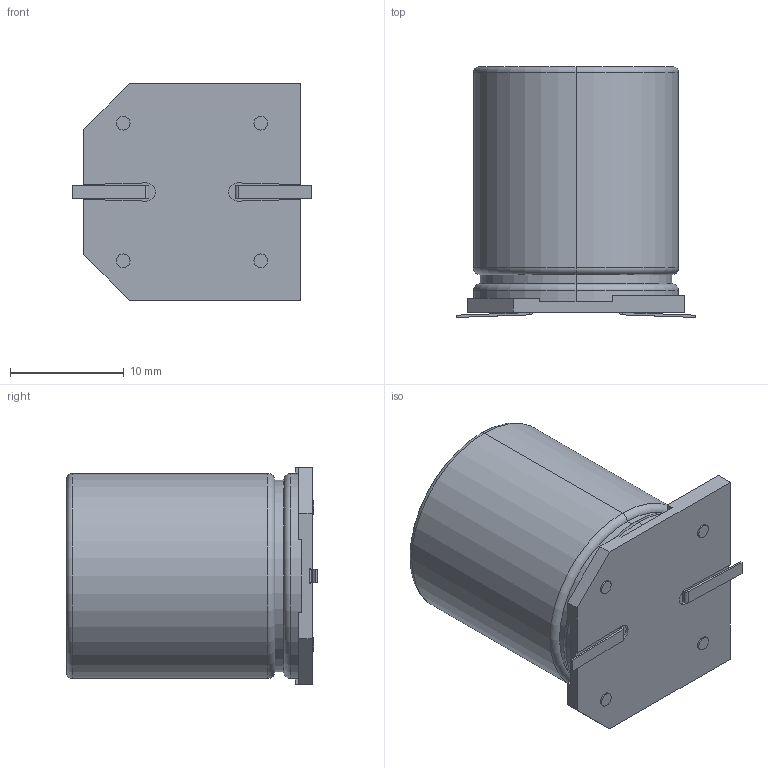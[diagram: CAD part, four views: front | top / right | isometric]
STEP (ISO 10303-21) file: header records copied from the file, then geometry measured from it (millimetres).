
FILE_DESCRIPTION (( 'STEP AP214' ), '1' );
FILE_NAME ('EEV-EB2D101M.STEP', '2019-06-13T05:16:32', ( '' ), ( '' ), 'SwSTEP 2.0', 'SolidWorks 2017', '' );
FILE_SCHEMA (( 'AUTOMOTIVE_DESIGN' ));
Length unit declared in the file: millimetre
Products named in the file (1): EEV-EB2D101M
Bounding box: 21 x 22 x 19 mm (x, y, z)
Volume: 5561.5 mm3; surface area: 2557.5 mm2
Topology: 5 solids, 5 shells, 101 faces, 232 edges, 146 vertices
Faces by surface type: plane 67, cylinder 28, torus 6
Entity records: 3002 total; most frequent: DIRECTION 500, CARTESIAN_POINT 480, ORIENTED_EDGE 464, EDGE_CURVE 232, LINE 168, VECTOR 168, AXIS2_PLACEMENT_3D 166, VERTEX_POINT 146
